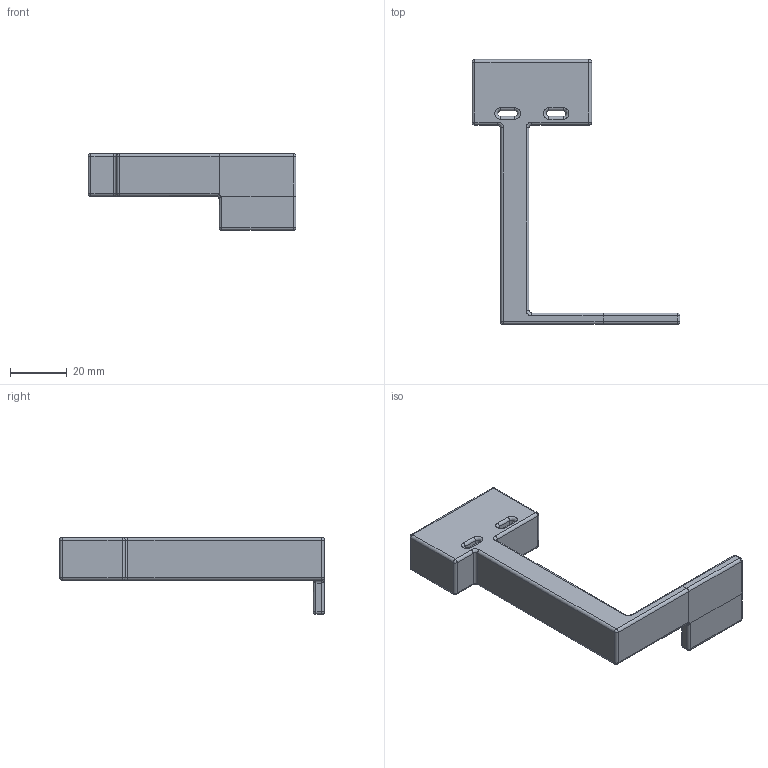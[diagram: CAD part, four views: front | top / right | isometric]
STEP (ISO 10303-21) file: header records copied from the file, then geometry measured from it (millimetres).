
FILE_DESCRIPTION(('FreeCAD Model'),'2;1');
FILE_NAME('Open CASCADE Shape Model','2023-12-27T17:43:14',('Author'),( ''),'Open CASCADE STEP processor 7.6','FreeCAD','Unknown');
FILE_SCHEMA(('AUTOMOTIVE_DESIGN { 1 0 10303 214 1 1 1 1 }'));
Length unit declared in the file: millimetre
Products named in the file (1): Body
Bounding box: 73 x 93 x 27 mm (x, y, z)
Volume: 28874.7 mm3; surface area: 10140.4 mm2
Topology: 1 solids, 1 shells, 108 faces, 246 edges, 120 vertices
Faces by surface type: cylinder 52, plane 24, sphere 16, torus 14, bspline 2
Entity records: 6234 total; most frequent: CARTESIAN_POINT 1433, DIRECTION 974, LINE 532, VECTOR 532, ORIENTED_EDGE 452, PCURVE 452, DEFINITIONAL_REPRESENTATION 452, EDGE_CURVE 226
